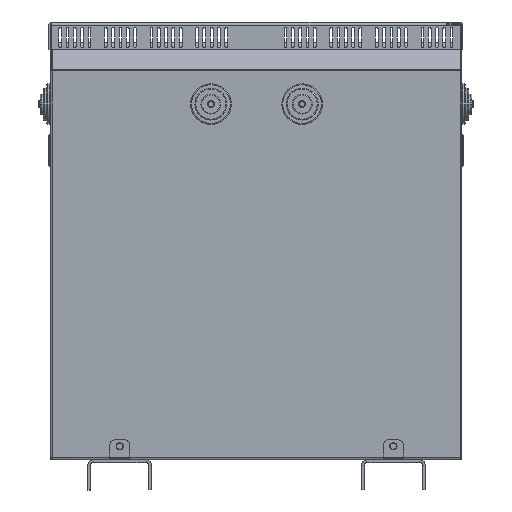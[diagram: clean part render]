
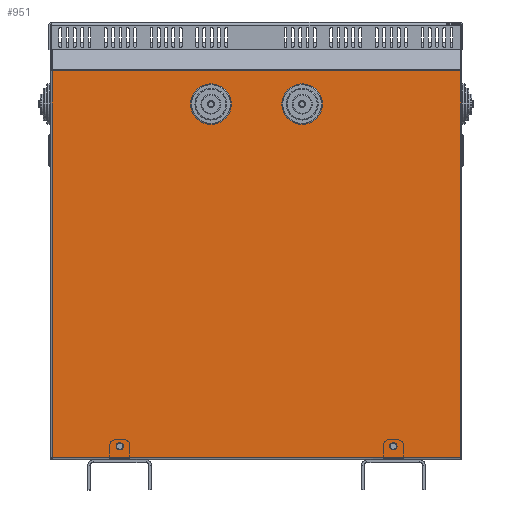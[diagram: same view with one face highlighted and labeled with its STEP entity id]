
A CAD part, left-side view. The second image highlights one B-rep face of the part: STEP entity #951.
In plain terms, the highlighted planar face has unit normal (-1, 0, 0).
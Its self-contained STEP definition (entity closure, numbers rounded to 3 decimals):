
#285=CARTESIAN_POINT('',(-94.991,20.75,318.));
#286=VERTEX_POINT('',#285);
#287=CARTESIAN_POINT('',(-94.991,42.,318.));
#288=DIRECTION('',(-1.0,0.0,0.0));
#289=DIRECTION('',(0.0,0.0,-1.0));
#290=AXIS2_PLACEMENT_3D('',#287,#288,#289);
#291=CIRCLE('',#290,21.25);
#292=EDGE_CURVE('',#286,#286,#291,.T.);
#876=CARTESIAN_POINT('',(-94.991,93.2,141.5));
#877=DIRECTION('',(-1.0,0.0,0.0));
#878=DIRECTION('',(0.0,-1.0,0.0));
#879=AXIS2_PLACEMENT_3D('',#876,#877,#878);
#880=PLANE('',#879);
#881=CARTESIAN_POINT('',(-94.991,-131.8,354.357));
#882=VERTEX_POINT('',#881);
#883=CARTESIAN_POINT('',(-94.991,315.8,354.357));
#884=VERTEX_POINT('',#883);
#885=CARTESIAN_POINT('',(-94.991,-131.8,354.357));
#886=DIRECTION('',(0.0,1.0,0.0));
#887=VECTOR('',#886,447.6);
#888=LINE('',#885,#887);
#889=EDGE_CURVE('',#882,#884,#888,.T.);
#890=ORIENTED_EDGE('',*,*,#889,.T.);
#891=CARTESIAN_POINT('',(-94.991,315.8,-69.6));
#892=VERTEX_POINT('',#891);
#893=CARTESIAN_POINT('',(-94.991,315.8,354.357));
#894=DIRECTION('',(0.0,0.0,-1.0));
#895=VECTOR('',#894,423.957);
#896=LINE('',#893,#895);
#897=EDGE_CURVE('',#884,#892,#896,.T.);
#898=ORIENTED_EDGE('',*,*,#897,.T.);
#899=CARTESIAN_POINT('',(-94.991,-131.8,-69.6));
#900=VERTEX_POINT('',#899);
#901=CARTESIAN_POINT('',(-94.991,315.8,-69.6));
#902=DIRECTION('',(0.0,-1.0,0.0));
#903=VECTOR('',#902,447.6);
#904=LINE('',#901,#903);
#905=EDGE_CURVE('',#892,#900,#904,.T.);
#906=ORIENTED_EDGE('',*,*,#905,.T.);
#907=CARTESIAN_POINT('',(-94.991,-131.8,354.357));
#908=DIRECTION('',(0.0,0.0,-1.0));
#909=VECTOR('',#908,423.957);
#910=LINE('',#907,#909);
#911=EDGE_CURVE('',#882,#900,#910,.T.);
#912=ORIENTED_EDGE('',*,*,#911,.F.);
#913=EDGE_LOOP('',(#890,#898,#906,#912));
#914=FACE_OUTER_BOUND('',#913,.T.);
#915=CARTESIAN_POINT('',(-94.991,120.75,318.));
#916=VERTEX_POINT('',#915);
#917=CARTESIAN_POINT('',(-94.991,142.,318.));
#918=DIRECTION('',(-1.0,0.0,0.0));
#919=DIRECTION('',(0.0,0.0,-1.0));
#920=AXIS2_PLACEMENT_3D('',#917,#918,#919);
#921=CIRCLE('',#920,21.25);
#922=EDGE_CURVE('',#916,#916,#921,.T.);
#923=ORIENTED_EDGE('',*,*,#922,.F.);
#924=EDGE_LOOP('',(#923));
#925=FACE_BOUND('',#924,.T.);
#926=CARTESIAN_POINT('',(-94.991,238.,-57.));
#927=VERTEX_POINT('',#926);
#928=CARTESIAN_POINT('',(-94.991,242.,-57.));
#929=DIRECTION('',(1.0,0.0,0.0));
#930=DIRECTION('',(0.0,1.0,0.0));
#931=AXIS2_PLACEMENT_3D('',#928,#929,#930);
#932=CIRCLE('',#931,4.0);
#933=EDGE_CURVE('',#927,#927,#932,.T.);
#934=ORIENTED_EDGE('',*,*,#933,.T.);
#935=EDGE_LOOP('',(#934));
#936=FACE_BOUND('',#935,.T.);
#937=CARTESIAN_POINT('',(-94.991,-62.,-57.));
#938=VERTEX_POINT('',#937);
#939=CARTESIAN_POINT('',(-94.991,-58.,-57.));
#940=DIRECTION('',(1.0,0.0,0.0));
#941=DIRECTION('',(0.0,1.0,0.0));
#942=AXIS2_PLACEMENT_3D('',#939,#940,#941);
#943=CIRCLE('',#942,4.0);
#944=EDGE_CURVE('',#938,#938,#943,.T.);
#945=ORIENTED_EDGE('',*,*,#944,.T.);
#946=EDGE_LOOP('',(#945));
#947=FACE_BOUND('',#946,.T.);
#948=ORIENTED_EDGE('',*,*,#292,.F.);
#949=EDGE_LOOP('',(#948));
#950=FACE_BOUND('',#949,.T.);
#951=ADVANCED_FACE('',(#914,#925,#936,#947,#950),#880,.T.);
